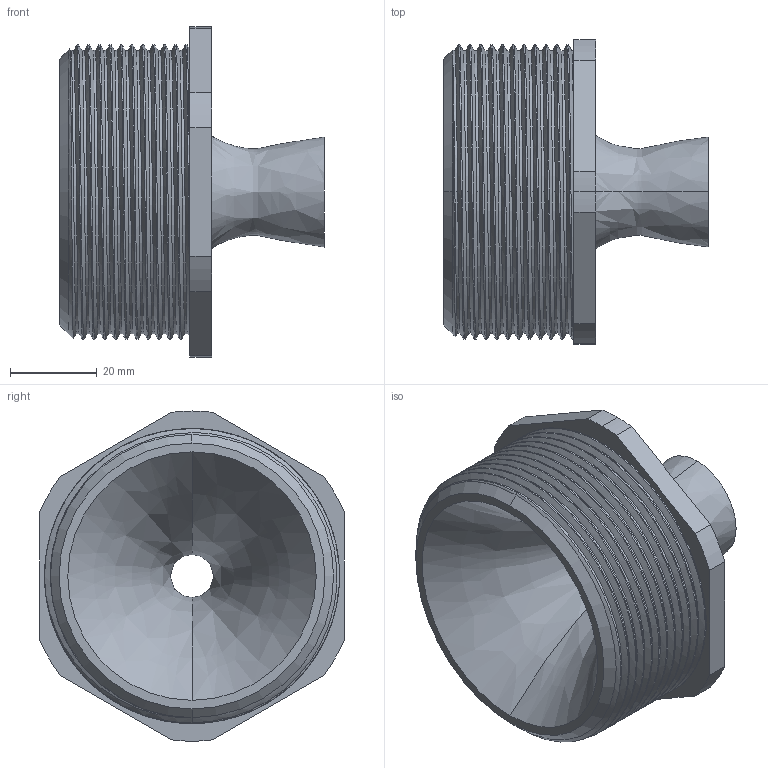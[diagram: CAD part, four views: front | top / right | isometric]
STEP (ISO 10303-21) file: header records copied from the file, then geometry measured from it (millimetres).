
FILE_DESCRIPTION (( 'STEP AP214' ), '1' );
FILE_NAME ('tubeira2.STEP', '2022-07-22T01:30:20', ( '' ), ( '' ), 'SwSTEP 2.0', 'SolidWorks 2021', '' );
FILE_SCHEMA (( 'AUTOMOTIVE_DESIGN' ));
Length unit declared in the file: millimetre
Products named in the file (1): tubeira2
Bounding box: 61 x 70 x 75.97 mm (x, y, z)
Volume: 98264.5 mm3; surface area: 23488.2 mm2
Topology: 1 solids, 1 shells, 52 faces, 139 edges, 91 vertices
Faces by surface type: cylinder 30, bspline 10, plane 10, cone 2
Entity records: 4952 total; most frequent: CARTESIAN_POINT 3795, ORIENTED_EDGE 278, DIRECTION 191, EDGE_CURVE 139, VERTEX_POINT 91, AXIS2_PLACEMENT_3D 71, EDGE_LOOP 56, ADVANCED_FACE 52
